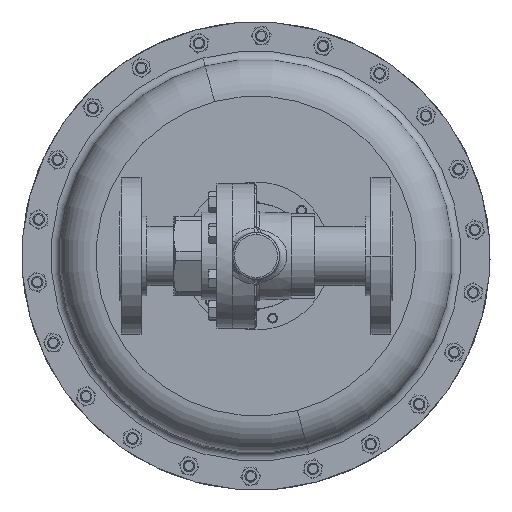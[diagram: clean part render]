
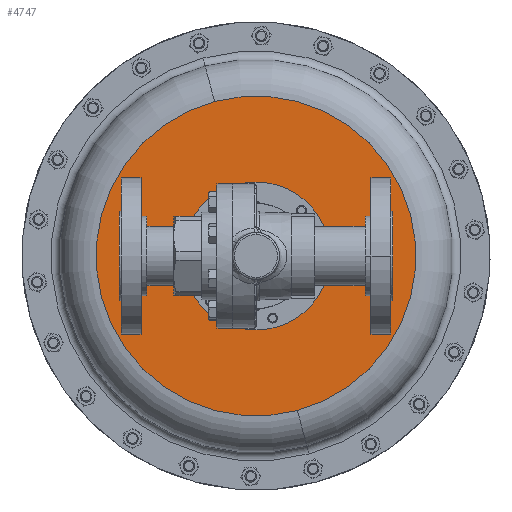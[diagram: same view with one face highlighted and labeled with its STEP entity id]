
A CAD part, front view. The second image highlights one B-rep face of the part: STEP entity #4747.
In plain terms, the highlighted planar face has unit normal (0, -1, 0).
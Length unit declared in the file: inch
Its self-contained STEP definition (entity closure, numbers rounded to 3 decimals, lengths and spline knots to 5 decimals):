
#546 = CIRCLE ( 'NONE', #1049, 5.125 ) ;
#1049 = AXIS2_PLACEMENT_3D ( 'NONE', #16933, #38222, #19956 ) ;
#1583 = EDGE_LOOP ( 'NONE', ( #17897, #34018 ) ) ;
#2066 = DIRECTION ( 'NONE',  ( 0., 1., 0. ) ) ;
#3110 = DIRECTION ( 'NONE',  ( 0., 1., 0. ) ) ;
#3842 = EDGE_CURVE ( 'NONE', #22321, #23181, #36532, .T. ) ;
#4234 = AXIS2_PLACEMENT_3D ( 'NONE', #20406, #2066, #23443 ) ;
#4747 = ADVANCED_FACE ( 'NONE', ( #8261, #24526 ), #30075, .T. ) ;
#8261 = FACE_OUTER_BOUND ( 'NONE', #1583, .T. ) ;
#9781 = VERTEX_POINT ( 'NONE', #29320 ) ;
#9786 = CIRCLE ( 'NONE', #14305, 2.375 ) ;
#11805 = DIRECTION ( 'NONE',  ( 0., -1., 0. ) ) ;
#13712 = DIRECTION ( 'NONE',  ( 0., 1., 0. ) ) ;
#14305 = AXIS2_PLACEMENT_3D ( 'NONE', #31957, #13712, #35037 ) ;
#14884 = EDGE_CURVE ( 'NONE', #23181, #22321, #9786, .T. ) ;
#16933 = CARTESIAN_POINT ( 'NONE',  ( 0., 7.2525, 0. ) ) ;
#17182 = CARTESIAN_POINT ( 'NONE',  ( -1.67938, 7.2525, 1.67938 ) ) ;
#17897 = ORIENTED_EDGE ( 'NONE', *, *, #29993, .F. ) ;
#19361 = VERTEX_POINT ( 'NONE', #19381 ) ;
#19381 = CARTESIAN_POINT ( 'NONE',  ( -1.32645, 7.2525, 4.95037 ) ) ;
#19956 = DIRECTION ( 'NONE',  ( 0.259, 0., -0.966 ) ) ;
#20406 = CARTESIAN_POINT ( 'NONE',  ( 0., 7.2525, 0. ) ) ;
#21435 = CARTESIAN_POINT ( 'NONE',  ( 0., 7.2525, 0. ) ) ;
#22321 = VERTEX_POINT ( 'NONE', #17182 ) ;
#23025 = EDGE_LOOP ( 'NONE', ( #38082, #34258 ) ) ;
#23181 = VERTEX_POINT ( 'NONE', #25332 ) ;
#23443 = DIRECTION ( 'NONE',  ( 0.259, 0., -0.966 ) ) ;
#24505 = DIRECTION ( 'NONE',  ( -0.707, 0., 0.707 ) ) ;
#24526 = FACE_BOUND ( 'NONE', #23025, .T. ) ;
#25332 = CARTESIAN_POINT ( 'NONE',  ( 1.67938, 7.2525, -1.67938 ) ) ;
#26373 = AXIS2_PLACEMENT_3D ( 'NONE', #21435, #3110, #24505 ) ;
#26437 = EDGE_CURVE ( 'NONE', #19361, #9781, #27476, .T. ) ;
#27476 = CIRCLE ( 'NONE', #4234, 5.125 ) ;
#28226 = AXIS2_PLACEMENT_3D ( 'NONE', #29946, #11805, #33143 ) ;
#29320 = CARTESIAN_POINT ( 'NONE',  ( 1.32645, 7.2525, -4.95037 ) ) ;
#29946 = CARTESIAN_POINT ( 'NONE',  ( -4.95037, 7.2525, -1.32645 ) ) ;
#29993 = EDGE_CURVE ( 'NONE', #9781, #19361, #546, .T. ) ;
#30075 = PLANE ( 'NONE',  #28226 ) ;
#31957 = CARTESIAN_POINT ( 'NONE',  ( 0., 7.2525, 0. ) ) ;
#33143 = DIRECTION ( 'NONE',  ( -0.259, 0., 0.966 ) ) ;
#34018 = ORIENTED_EDGE ( 'NONE', *, *, #26437, .F. ) ;
#34258 = ORIENTED_EDGE ( 'NONE', *, *, #3842, .T. ) ;
#35037 = DIRECTION ( 'NONE',  ( -0.707, 0., 0.707 ) ) ;
#36532 = CIRCLE ( 'NONE', #26373, 2.375 ) ;
#38082 = ORIENTED_EDGE ( 'NONE', *, *, #14884, .T. ) ;
#38222 = DIRECTION ( 'NONE',  ( 0., 1., 0. ) ) ;
